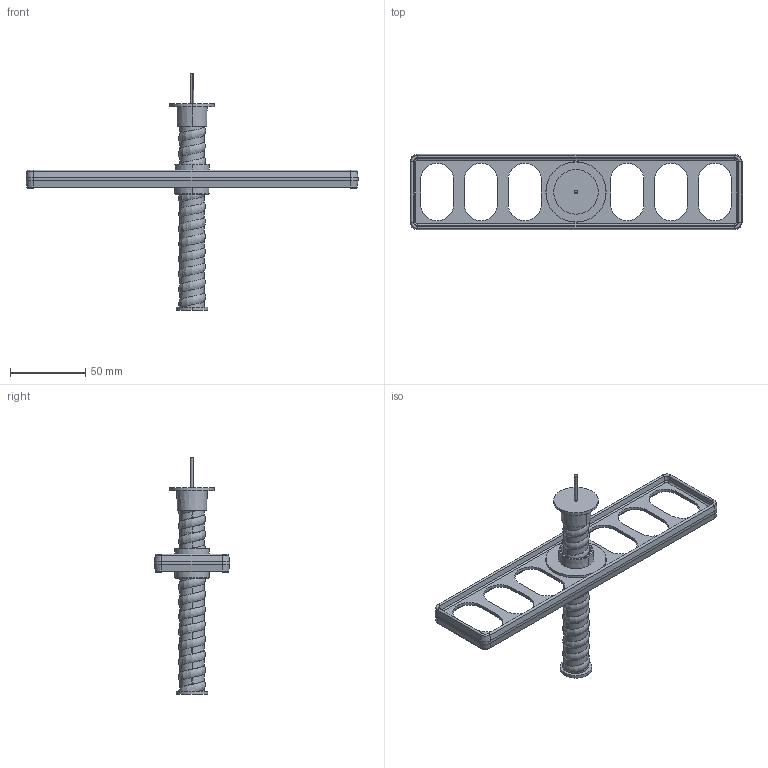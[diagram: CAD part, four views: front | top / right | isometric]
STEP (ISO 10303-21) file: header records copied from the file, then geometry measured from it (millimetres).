
FILE_DESCRIPTION (( 'STEP AP214' ), '1' );
FILE_NAME ('Kundeninfo-Einbausatz-DW15-L=120mm-Roedelfix-(Art.-Nr.101312).STEP', '2018-05-15T07:10:38', ( 'CAD-Wieser' ), ( '' ), 'SwSTEP 2.0', 'SolidWorks 2018', '' );
FILE_SCHEMA (( 'AUTOMOTIVE_DESIGN' ));
Length unit declared in the file: millimetre
Products named in the file (5): Gewindehuelse-DW15_L=120-Art.:101512; Kundeninfo-Einbausatz-DW15-L=120mm-Roedelfix-(Art.-Nr.101312); PVC-Kappe-15-101593; RoedelFix-15-101588_GewPlatte15; Markierungsstopfen-15-101598
Assembly tree (4 placements, depth 2):
  Kundeninfo-Einbausatz-DW15-L=120mm-Roedelfix-(Art.-Nr.101312)
    Gewindehuelse-DW15_L=120-Art.:101512
    Markierungsstopfen-15-101598
    RoedelFix-15-101588_GewPlatte15
    PVC-Kappe-15-101593
Bounding box: 220 x 50 x 157 mm (x, y, z)
Volume: 39587.3 mm3; surface area: 43851.9 mm2
Topology: 4 solids, 4 shells, 216 faces, 525 edges, 326 vertices
Faces by surface type: cylinder 96, plane 51, cone 34, torus 24, bspline 11
Entity records: 45281 total; most frequent: CARTESIAN_POINT 40155, ORIENTED_EDGE 1050, DIRECTION 995, EDGE_CURVE 525, AXIS2_PLACEMENT_3D 392, VERTEX_POINT 326, EDGE_LOOP 241, FACE_OUTER_BOUND 216
